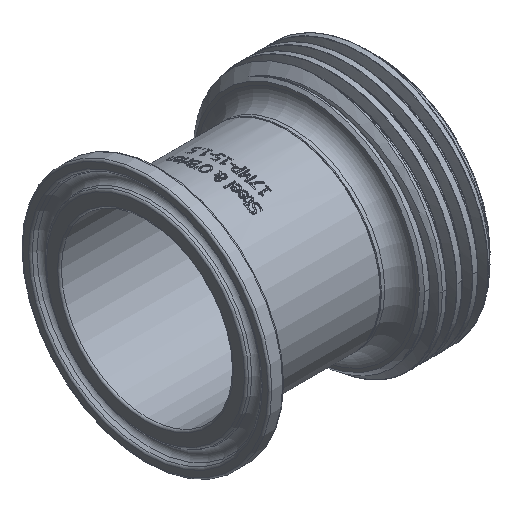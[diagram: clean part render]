
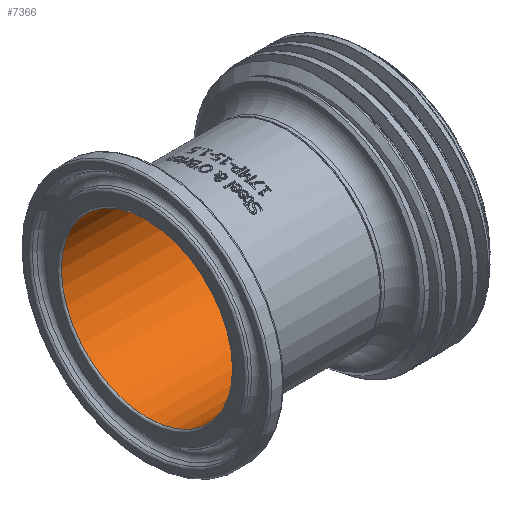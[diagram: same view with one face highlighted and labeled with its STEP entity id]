
A CAD part, isometric view. The second image highlights one B-rep face of the part: STEP entity #7366.
In plain terms, the highlighted cylindrical face has radius 17.399 mm (diameter 34.798 mm), a full revolution.
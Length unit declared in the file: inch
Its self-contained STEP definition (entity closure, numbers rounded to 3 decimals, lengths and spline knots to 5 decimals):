
#491=CYLINDRICAL_SURFACE('',#7851,0.685);
#878=FACE_OUTER_BOUND('',#1314,.T.);
#1314=EDGE_LOOP('',(#6860,#6861,#6862,#6863,#6864,#6865,#6866,#6867));
#2165=LINE('',#18725,#2653);
#2653=VECTOR('',#9295,0.685);
#2857=CIRCLE('',#7847,0.685);
#2858=CIRCLE('',#7848,0.685);
#2860=CIRCLE('',#7850,0.685);
#2861=CIRCLE('',#7852,0.685);
#2862=CIRCLE('',#7853,0.685);
#2863=CIRCLE('',#7854,0.685);
#3612=VERTEX_POINT('',#18716);
#3613=VERTEX_POINT('',#18717);
#3614=VERTEX_POINT('',#18719);
#3615=VERTEX_POINT('',#18724);
#3616=VERTEX_POINT('',#18726);
#3617=VERTEX_POINT('',#18728);
#4706=EDGE_CURVE('',#3612,#3613,#2857,.T.);
#4707=EDGE_CURVE('',#3613,#3614,#2858,.T.);
#4709=EDGE_CURVE('',#3614,#3612,#2860,.T.);
#4710=EDGE_CURVE('',#3613,#3615,#2165,.T.);
#4711=EDGE_CURVE('',#3616,#3615,#2861,.T.);
#4712=EDGE_CURVE('',#3617,#3616,#2862,.T.);
#4713=EDGE_CURVE('',#3615,#3617,#2863,.T.);
#6860=ORIENTED_EDGE('',*,*,#4706,.F.);
#6861=ORIENTED_EDGE('',*,*,#4709,.F.);
#6862=ORIENTED_EDGE('',*,*,#4707,.F.);
#6863=ORIENTED_EDGE('',*,*,#4710,.T.);
#6864=ORIENTED_EDGE('',*,*,#4711,.F.);
#6865=ORIENTED_EDGE('',*,*,#4712,.F.);
#6866=ORIENTED_EDGE('',*,*,#4713,.F.);
#6867=ORIENTED_EDGE('',*,*,#4710,.F.);
#7366=ADVANCED_FACE('',(#878),#491,.F.);
#7847=AXIS2_PLACEMENT_3D('',#18718,#9285,#9286);
#7848=AXIS2_PLACEMENT_3D('',#18720,#9287,#9288);
#7850=AXIS2_PLACEMENT_3D('',#18722,#9291,#9292);
#7851=AXIS2_PLACEMENT_3D('',#18723,#9293,#9294);
#7852=AXIS2_PLACEMENT_3D('',#18727,#9296,#9297);
#7853=AXIS2_PLACEMENT_3D('',#18729,#9298,#9299);
#7854=AXIS2_PLACEMENT_3D('',#18730,#9300,#9301);
#9285=DIRECTION('center_axis',(-1.,0.,0.));
#9286=DIRECTION('ref_axis',(0.,-1.,0.));
#9287=DIRECTION('center_axis',(-1.,0.,0.));
#9288=DIRECTION('ref_axis',(0.,-1.,0.));
#9291=DIRECTION('center_axis',(-1.,0.,0.));
#9292=DIRECTION('ref_axis',(0.,-1.,0.));
#9293=DIRECTION('center_axis',(1.,0.,0.));
#9294=DIRECTION('ref_axis',(0.,1.,0.));
#9295=DIRECTION('',(-1.,0.,0.));
#9296=DIRECTION('center_axis',(1.,0.,0.));
#9297=DIRECTION('ref_axis',(0.,-1.,0.));
#9298=DIRECTION('center_axis',(1.,0.,0.));
#9299=DIRECTION('ref_axis',(0.,-1.,0.));
#9300=DIRECTION('center_axis',(1.,0.,0.));
#9301=DIRECTION('ref_axis',(0.,-1.,0.));
#18716=CARTESIAN_POINT('',(1.12,0.685,0.));
#18717=CARTESIAN_POINT('',(1.12,-0.685,0.));
#18718=CARTESIAN_POINT('Origin',(1.12,0.,0.));
#18719=CARTESIAN_POINT('',(1.12,0.,0.685));
#18720=CARTESIAN_POINT('Origin',(1.12,0.,0.));
#18722=CARTESIAN_POINT('Origin',(1.12,0.,0.));
#18723=CARTESIAN_POINT('Origin',(0.578,0.,0.));
#18724=CARTESIAN_POINT('',(0.015,-0.685,0.));
#18725=CARTESIAN_POINT('',(0.578,-0.685,0.));
#18726=CARTESIAN_POINT('',(0.015,0.,0.685));
#18727=CARTESIAN_POINT('Origin',(0.015,0.,0.));
#18728=CARTESIAN_POINT('',(0.015,0.685,0.));
#18729=CARTESIAN_POINT('Origin',(0.015,0.,0.));
#18730=CARTESIAN_POINT('Origin',(0.015,0.,0.));
